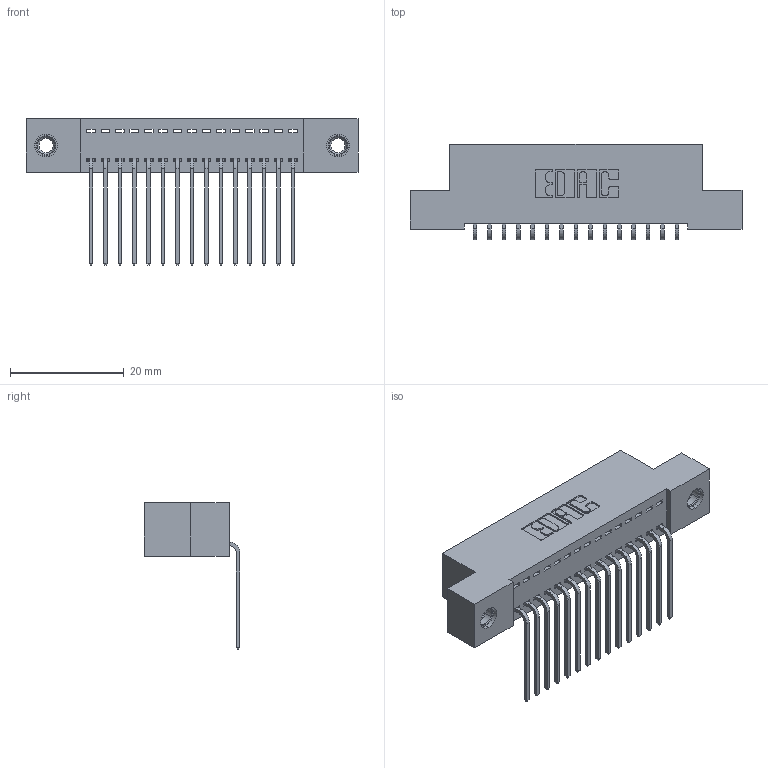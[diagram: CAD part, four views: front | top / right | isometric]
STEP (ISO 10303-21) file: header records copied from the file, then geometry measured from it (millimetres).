
FILE_DESCRIPTION (( 'STEP AP203' ), '1' );
FILE_NAME ('342-015-559-107.STEP', '2019-10-01T18:31:46', ( '' ), ( '' ), 'SwSTEP 2.0', 'SolidWorks 2016', '' );
FILE_SCHEMA (( 'CONFIG_CONTROL_DESIGN' ));
Length unit declared in the file: inch
Products named in the file (4): 342 Part_TI; 345-292-001_558 559 Tail - 1; 345-250-001_345-250-005-103; 342-015-559-107
Assembly tree (18 placements, depth 2):
  342-015-559-107
    342 Part_TI
    345-292-001_558 559 Tail - 1  x15
    345-250-001_345-250-005-103  x2
Bounding box: 58.42 x 16.83 x 25.78 mm (x, y, z)
Volume: 5060.1 mm3; surface area: 7242.4 mm2
Topology: 18 solids, 18 shells, 1070 faces, 3165 edges, 2082 vertices
Faces by surface type: plane 758, cylinder 296, cone 12, torus 4
Entity records: 13800 total; most frequent: CARTESIAN_POINT 2366, ORIENTED_EDGE 2310, DIRECTION 2083, EDGE_CURVE 1155, VECTOR 1007, LINE 1007, VERTEX_POINT 764, AXIS2_PLACEMENT_3D 538
